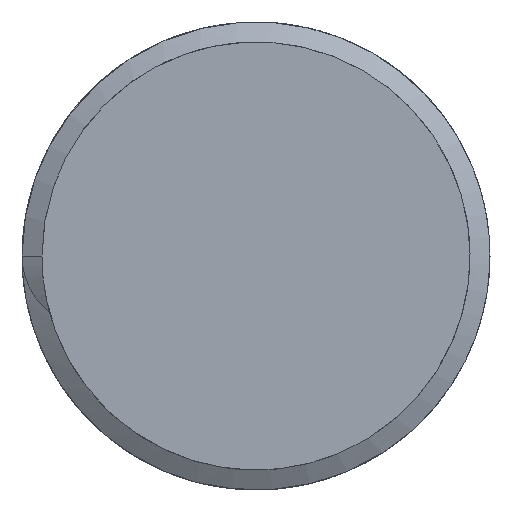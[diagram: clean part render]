
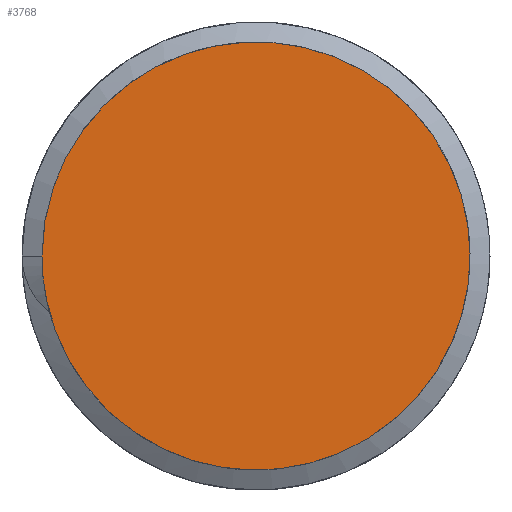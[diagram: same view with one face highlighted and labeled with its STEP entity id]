
A CAD part, left-side view. The second image highlights one B-rep face of the part: STEP entity #3768.
In plain terms, the highlighted free-form (B-spline) face has degree [1, 1] with [2, 2] control points.
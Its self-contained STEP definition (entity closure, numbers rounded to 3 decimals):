
#3733=CARTESIAN_POINT('',(0.,8.35,0.));
#3734=VERTEX_POINT('',#3733);
#3745=CARTESIAN_POINT('',(0.,8.35,0.));
#3746=CARTESIAN_POINT('',(0.,8.35,8.35));
#3747=CARTESIAN_POINT('',(0.,0.,8.35));
#3748=CARTESIAN_POINT('',(0.,-8.35,8.35));
#3749=CARTESIAN_POINT('',(0.,-8.35,0.));
#3750=CARTESIAN_POINT('',(0.,-8.35,-8.35));
#3751=CARTESIAN_POINT('',(0.,0.,-8.35));
#3752=CARTESIAN_POINT('',(0.,8.35,-8.35));
#3753=CARTESIAN_POINT('',(0.,8.35,0.));
#3754=(BOUNDED_CURVE()B_SPLINE_CURVE(2,(#3745,#3746,#3747,#3748,#3749,#3750,#3751,#3752,#3753),.CIRCULAR_ARC.,.T.,.U.)B_SPLINE_CURVE_WITH_KNOTS((3,2,2,2,3),(0.,0.25,0.5,0.75,1.),.UNSPECIFIED.)CURVE()GEOMETRIC_REPRESENTATION_ITEM()RATIONAL_B_SPLINE_CURVE((1.,0.707,1.,0.707,1.,0.707,1.,0.707,1.))REPRESENTATION_ITEM(''));
#3755=EDGE_CURVE('',#3734,#3734,#3754,.T.);
#3760=CARTESIAN_POINT('',(0.,-25.05,25.05));
#3761=CARTESIAN_POINT('',(0.,-25.05,-25.05));
#3762=CARTESIAN_POINT('',(0.,25.05,25.05));
#3763=CARTESIAN_POINT('',(0.,25.05,-25.05));
#3764=B_SPLINE_SURFACE_WITH_KNOTS('',1,1,((#3760,#3761),(#3762,#3763)),.PLANE_SURF.,.F.,.F.,.U.,(2,2),(2,2),(-1.,2.),(-1.,2.),.UNSPECIFIED.);
#3765=ORIENTED_EDGE('',*,*,#3755,.F.);
#3766=EDGE_LOOP('',(#3765));
#3767=FACE_OUTER_BOUND('',#3766,.T.);
#3768=ADVANCED_FACE('',(#3767),#3764,.T.);
